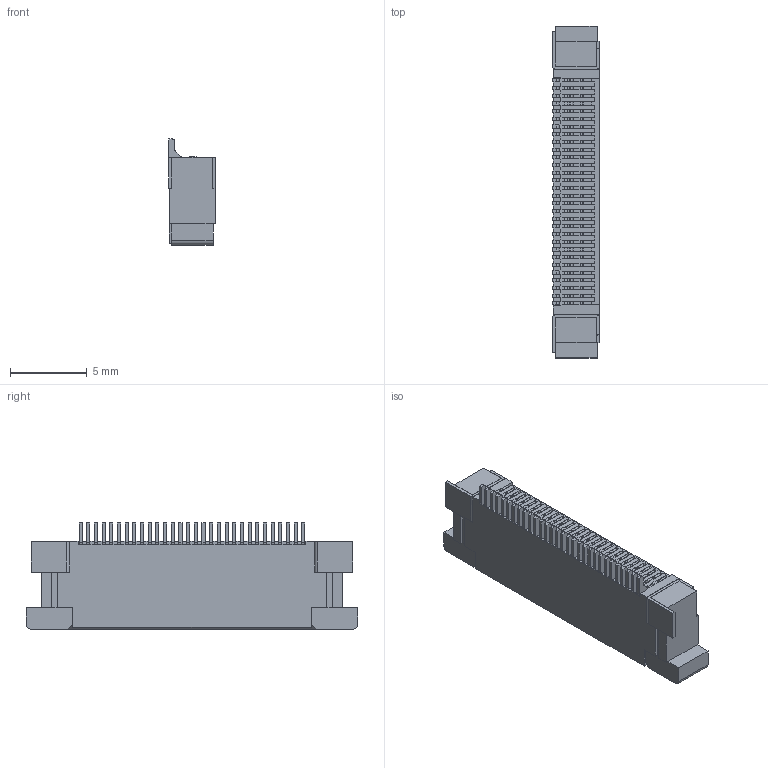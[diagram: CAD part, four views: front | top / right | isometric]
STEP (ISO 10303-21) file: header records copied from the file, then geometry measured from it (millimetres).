
FILE_DESCRIPTION(('CoCreate Modeling STEP Export'),'2;1');
FILE_NAME('0.5-5-30Pin-xiajie.stp','2017-09-14T10:49:02',(''),(''),'CoCreate Modeling STEP processor for AP214 (Solid Model)','CoCreate Modeling 17.0 01-Apr-2010 (C) Parametric Technology GmbH','');
FILE_SCHEMA(('AUTOMOTIVE_DESIGN { 1 0 10303 214 1 1 1 1 }'));
Length unit declared in the file: millimetre
Products named in the file (2): 0.5-5-下30Pin
Assembly tree (1 placements, depth 2):
  0.5-5-下30Pin
    0.5-5-下30Pin
Bounding box: 3.06 x 21.6 x 6.9 mm (x, y, z)
Volume: 314.4 mm3; surface area: 607.9 mm2
Topology: 1 solids, 91 shells, 1449 faces, 3543 edges, 2276 vertices
Faces by surface type: plane 1173, cylinder 276
Entity records: 40649 total; most frequent: ORIENTED_EDGE 7086, CARTESIAN_POINT 6939, DIRECTION 6653, EDGE_CURVE 3543, VECTOR 2673, LINE 2673, VERTEX_POINT 2276, AXIS2_PLACEMENT_3D 1990
